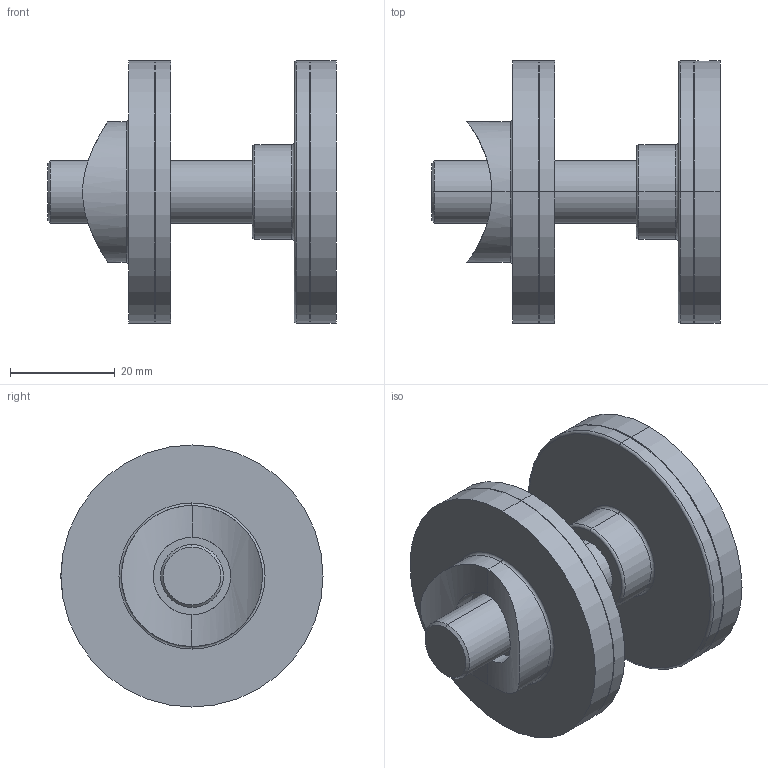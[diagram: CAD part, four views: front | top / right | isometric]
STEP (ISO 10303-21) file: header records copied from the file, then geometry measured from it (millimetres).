
FILE_DESCRIPTION (( 'STEP AP203' ), '1' );
FILE_NAME ('3D_GG4124_42.4_188739720.STEP', '2024-10-23T06:17:12', ( '' ), ( '' ), 'SwSTEP 2.0', 'SolidWorks 2023', '' );
FILE_SCHEMA (( 'CONFIG_CONTROL_DESIGN' ));
Length unit declared in the file: millimetre
Products named in the file (1): 3D_GG4124_42.4_188739720
Bounding box: 55 x 50 x 50 mm (x, y, z)
Volume: 39172.3 mm3; surface area: 24230.4 mm2
Topology: 5 solids, 5 shells, 64 faces, 126 edges, 78 vertices
Faces by surface type: cylinder 34, plane 16, torus 8, cone 6
Entity records: 1999 total; most frequent: CARTESIAN_POINT 535, DIRECTION 326, ORIENTED_EDGE 252, AXIS2_PLACEMENT_3D 143, EDGE_CURVE 126, EDGE_LOOP 78, CIRCLE 78, VERTEX_POINT 78
